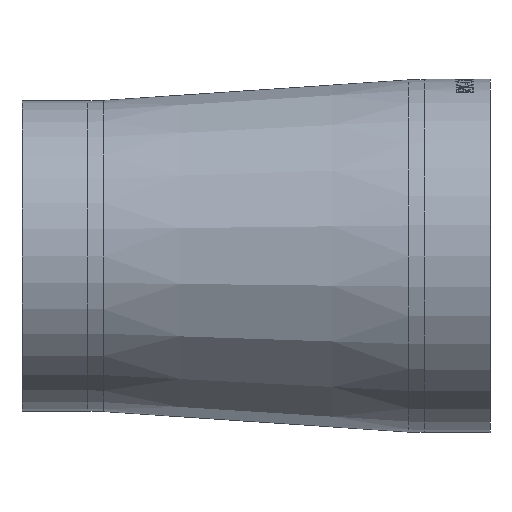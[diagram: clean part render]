
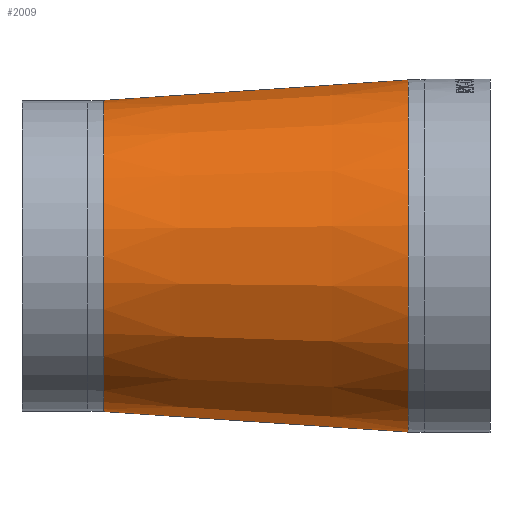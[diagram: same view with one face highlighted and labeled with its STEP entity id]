
A CAD part, left-side view. The second image highlights one B-rep face of the part: STEP entity #2009.
In plain terms, the highlighted conical face has half-angle 3.849 degrees and reference radius 21.272 mm.
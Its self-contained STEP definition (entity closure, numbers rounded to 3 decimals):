
#638 = CARTESIAN_POINT ( 'NONE',  ( 0., 11.148, 0. ) ) ;
#2009 = ADVANCED_FACE ( 'NONE', ( #3080, #7795 ), #5508, .T. ) ;
#2561 = EDGE_CURVE ( 'NONE', #5561, #5561, #4692, .T. ) ;
#2673 = CIRCLE ( 'NONE', #3282, 24.078 ) ;
#3080 = FACE_OUTER_BOUND ( 'NONE', #9991, .T. ) ;
#3177 = DIRECTION ( 'NONE',  ( 0., -1., 0. ) ) ;
#3282 = AXIS2_PLACEMENT_3D ( 'NONE', #638, #8764, #11867 ) ;
#3647 = VERTEX_POINT ( 'NONE', #5617 ) ;
#3782 = DIRECTION ( 'NONE',  ( 0., 0., -1. ) ) ;
#4666 = CARTESIAN_POINT ( 'NONE',  ( 0., 52.852, 0. ) ) ;
#4692 = CIRCLE ( 'NONE', #5011, 21.272 ) ;
#5011 = AXIS2_PLACEMENT_3D ( 'NONE', #12380, #3177, #9343 ) ;
#5448 = AXIS2_PLACEMENT_3D ( 'NONE', #4666, #8949, #3782 ) ;
#5508 = CONICAL_SURFACE ( 'NONE', #5448, 21.272, 0.067 ) ;
#5561 = VERTEX_POINT ( 'NONE', #11848 ) ;
#5617 = CARTESIAN_POINT ( 'NONE',  ( 0., 11.148, -24.078 ) ) ;
#7482 = ORIENTED_EDGE ( 'NONE', *, *, #2561, .T. ) ;
#7795 = FACE_BOUND ( 'NONE', #10967, .T. ) ;
#8031 = EDGE_CURVE ( 'NONE', #3647, #3647, #2673, .T. ) ;
#8764 = DIRECTION ( 'NONE',  ( 0., -1., 0. ) ) ;
#8949 = DIRECTION ( 'NONE',  ( 0., -1., 0. ) ) ;
#9343 = DIRECTION ( 'NONE',  ( 0., 0., -1. ) ) ;
#9991 = EDGE_LOOP ( 'NONE', ( #11421 ) ) ;
#10967 = EDGE_LOOP ( 'NONE', ( #7482 ) ) ;
#11421 = ORIENTED_EDGE ( 'NONE', *, *, #8031, .F. ) ;
#11848 = CARTESIAN_POINT ( 'NONE',  ( 0., 52.852, -21.272 ) ) ;
#11867 = DIRECTION ( 'NONE',  ( 0., 0., -1. ) ) ;
#12380 = CARTESIAN_POINT ( 'NONE',  ( 0., 52.852, 0. ) ) ;
